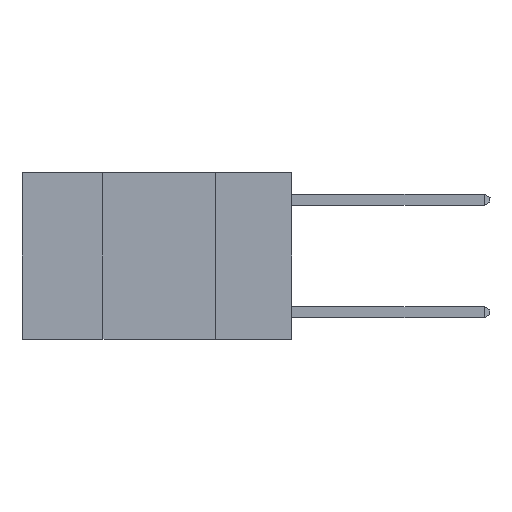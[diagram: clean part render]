
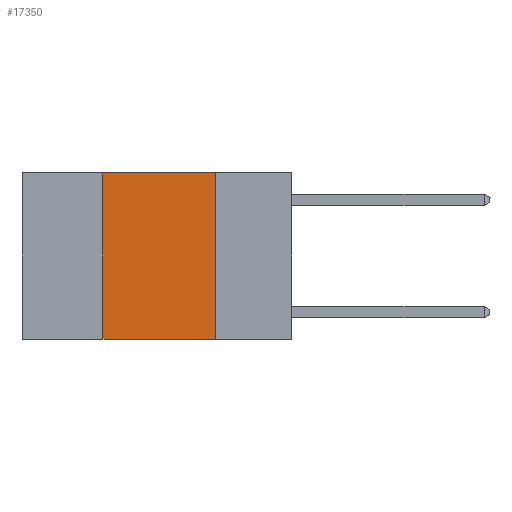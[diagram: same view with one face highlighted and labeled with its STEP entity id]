
A CAD part, left-side view. The second image highlights one B-rep face of the part: STEP entity #17350.
In plain terms, the highlighted planar face has unit normal (-1, 0, 0).
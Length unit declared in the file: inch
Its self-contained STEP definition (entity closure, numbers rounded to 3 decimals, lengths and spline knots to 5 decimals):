
#733 = VERTEX_POINT ( 'NONE', #18188 ) ;
#2494 = FACE_OUTER_BOUND ( 'NONE', #16809, .T. ) ;
#3680 = VECTOR ( 'NONE', #26698, 39.37008 ) ;
#4580 = ORIENTED_EDGE ( 'NONE', *, *, #5056, .F. ) ;
#4930 = DIRECTION ( 'NONE',  ( 0., 0., -1. ) ) ;
#5054 = CARTESIAN_POINT ( 'NONE',  ( 0., 0.6, 0. ) ) ;
#5056 = EDGE_CURVE ( 'NONE', #23630, #733, #25916, .T. ) ;
#6705 = EDGE_CURVE ( 'NONE', #8130, #7187, #16602, .T. ) ;
#7184 = VECTOR ( 'NONE', #23705, 39.37008 ) ;
#7187 = VERTEX_POINT ( 'NONE', #12139 ) ;
#8130 = VERTEX_POINT ( 'NONE', #16766 ) ;
#8744 = LINE ( 'NONE', #26176, #21524 ) ;
#10851 = EDGE_CURVE ( 'NONE', #7187, #23630, #27021, .T. ) ;
#12139 = CARTESIAN_POINT ( 'NONE',  ( 0., 0.42, 0. ) ) ;
#12354 = PLANE ( 'NONE',  #25130 ) ;
#12819 = VECTOR ( 'NONE', #30589, 39.37008 ) ;
#16602 = LINE ( 'NONE', #26761, #7184 ) ;
#16766 = CARTESIAN_POINT ( 'NONE',  ( 0., 0.42, -0.37 ) ) ;
#16809 = EDGE_LOOP ( 'NONE', ( #4580, #20492, #25382, #21006 ) ) ;
#17350 = ADVANCED_FACE ( 'NONE', ( #2494 ), #12354, .F. ) ;
#18188 = CARTESIAN_POINT ( 'NONE',  ( 0., 0.17, -0.37 ) ) ;
#19342 = EDGE_CURVE ( 'NONE', #8130, #733, #8744, .T. ) ;
#19635 = CARTESIAN_POINT ( 'NONE',  ( 0., 0.17, 0. ) ) ;
#20492 = ORIENTED_EDGE ( 'NONE', *, *, #10851, .F. ) ;
#20762 = CARTESIAN_POINT ( 'NONE',  ( 0., 0.17, 0. ) ) ;
#21006 = ORIENTED_EDGE ( 'NONE', *, *, #19342, .T. ) ;
#21524 = VECTOR ( 'NONE', #30546, 39.37008 ) ;
#23630 = VERTEX_POINT ( 'NONE', #19635 ) ;
#23705 = DIRECTION ( 'NONE',  ( 0., 0., 1. ) ) ;
#25130 = AXIS2_PLACEMENT_3D ( 'NONE', #29471, #27051, #4930 ) ;
#25382 = ORIENTED_EDGE ( 'NONE', *, *, #6705, .F. ) ;
#25916 = LINE ( 'NONE', #20762, #12819 ) ;
#26176 = CARTESIAN_POINT ( 'NONE',  ( 0., 0.6, -0.37 ) ) ;
#26698 = DIRECTION ( 'NONE',  ( 0., -1., 0. ) ) ;
#26761 = CARTESIAN_POINT ( 'NONE',  ( 0., 0.42, 0. ) ) ;
#27021 = LINE ( 'NONE', #5054, #3680 ) ;
#27051 = DIRECTION ( 'NONE',  ( 1., 0., 0. ) ) ;
#29471 = CARTESIAN_POINT ( 'NONE',  ( 0., 0.6, 0. ) ) ;
#30546 = DIRECTION ( 'NONE',  ( 0., -1., 0. ) ) ;
#30589 = DIRECTION ( 'NONE',  ( 0., 0., -1. ) ) ;
